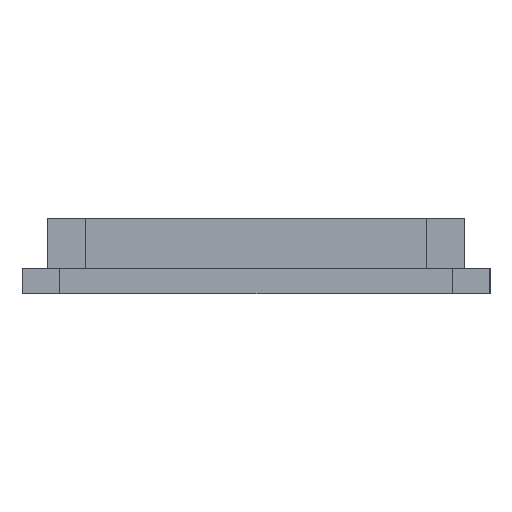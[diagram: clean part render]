
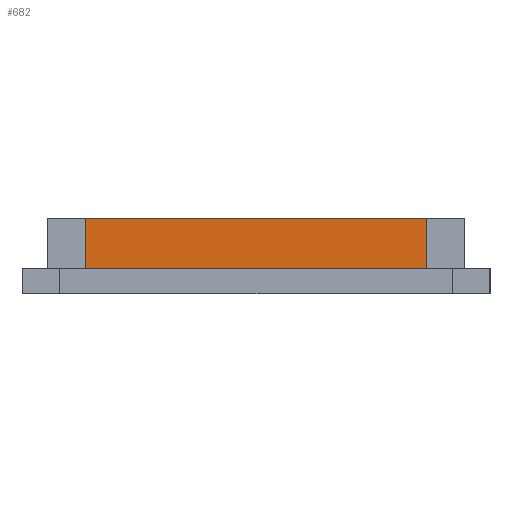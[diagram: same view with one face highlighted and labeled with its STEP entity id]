
A CAD part, left-side view. The second image highlights one B-rep face of the part: STEP entity #682.
In plain terms, the highlighted planar face has unit normal (-1, 0, 0).
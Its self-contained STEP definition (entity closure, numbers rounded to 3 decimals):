
#31=FACE_OUTER_BOUND('',#72,.T.);
#72=EDGE_LOOP('',(#465,#466,#467,#468));
#121=LINE('',#972,#212);
#125=LINE('',#979,#216);
#126=LINE('',#981,#217);
#127=LINE('',#982,#218);
#212=VECTOR('',#790,10.);
#216=VECTOR('',#796,10.);
#217=VECTOR('',#799,10.);
#218=VECTOR('',#800,10.);
#302=VERTEX_POINT('',#969);
#303=VERTEX_POINT('',#971);
#304=VERTEX_POINT('',#975);
#305=VERTEX_POINT('',#977);
#365=EDGE_CURVE('',#302,#303,#121,.T.);
#369=EDGE_CURVE('',#304,#305,#125,.T.);
#370=EDGE_CURVE('',#304,#302,#126,.T.);
#371=EDGE_CURVE('',#303,#305,#127,.T.);
#465=ORIENTED_EDGE('',*,*,#370,.F.);
#466=ORIENTED_EDGE('',*,*,#369,.T.);
#467=ORIENTED_EDGE('',*,*,#371,.F.);
#468=ORIENTED_EDGE('',*,*,#365,.F.);
#642=PLANE('',#739);
#682=ADVANCED_FACE('',(#31),#642,.T.);
#739=AXIS2_PLACEMENT_3D('',#980,#797,#798);
#790=DIRECTION('',(0.,0.,1.));
#796=DIRECTION('',(0.,0.,1.));
#797=DIRECTION('center_axis',(-1.,0.,0.));
#798=DIRECTION('ref_axis',(0.,-1.,0.));
#799=DIRECTION('',(0.,1.,0.));
#800=DIRECTION('',(0.,-1.,0.));
#969=CARTESIAN_POINT('',(-8.25,6.75,1.));
#971=CARTESIAN_POINT('',(-8.25,6.75,3.));
#972=CARTESIAN_POINT('',(-8.25,6.75,0.));
#975=CARTESIAN_POINT('',(-8.25,-6.75,1.));
#977=CARTESIAN_POINT('',(-8.25,-6.75,3.));
#979=CARTESIAN_POINT('',(-8.25,-6.75,0.));
#980=CARTESIAN_POINT('Origin',(-8.25,6.75,0.));
#981=CARTESIAN_POINT('',(-8.25,-6.75,1.));
#982=CARTESIAN_POINT('',(-8.25,-6.75,3.));
